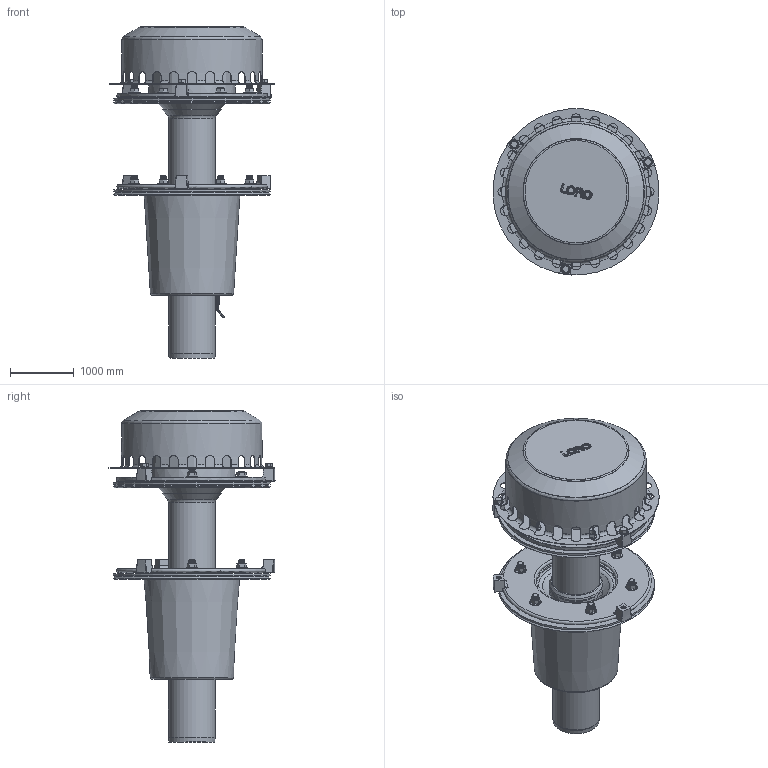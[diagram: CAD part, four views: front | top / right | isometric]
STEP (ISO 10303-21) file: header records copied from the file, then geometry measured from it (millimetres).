
FILE_DESCRIPTION(/* description */ (''),/* implementation_level */ '2;1');
FILE_NAME(/* name */ '21323.070X_3D.stp',/* time_stamp */ '2024-12-12T08:16:25+01:00',/* author */ ('CAD'),/* organization */ (''),/* preprocessor_version */ 'ST-DEVELOPER v20',/* originating_system */ 'AutoCAD Mechanical',/* authorisation */ '');
FILE_SCHEMA (('AUTOMOTIVE_DESIGN { 1 0 10303 214 3 1 1 }'));
Length unit declared in the file: centimetre
Products named in the file (2): Product; *S0
Assembly tree (1 placements, depth 2):
  Product
    *S0
Bounding box: 2590.11 x 2596.26 x 5192.5 mm (x, y, z)
Volume: 2391165349.3 mm3; surface area: 115487522.7 mm2
Topology: 52 solids, 55 shells, 1403 faces, 3338 edges, 2022 vertices
Faces by surface type: cone 532, plane 339, cylinder 279, torus 204, bspline 46, sphere 3
Full cylindrical faces by diameter (mm): 15 x18, 20 x15, 60 x3, 70 x12, 80 x27, 99.999 x12, 105 x2, 130 x6, 140 x6, 160 x12, 700 x1, 706 x1, 730 x4, 760 x1, 784 x1, 800 x2, 810 x2, 950 x1, 1070 x1, 1250 x2, 2180 x1, 2200 x1, 2450 x2, 2600 x1
Entity records: 47413 total; most frequent: CARTESIAN_POINT 15086, DIRECTION 6979, ORIENTED_EDGE 6650, EDGE_CURVE 3325, AXIS2_PLACEMENT_3D 2952, VERTEX_POINT 2018, EDGE_LOOP 1569, CIRCLE 1537
